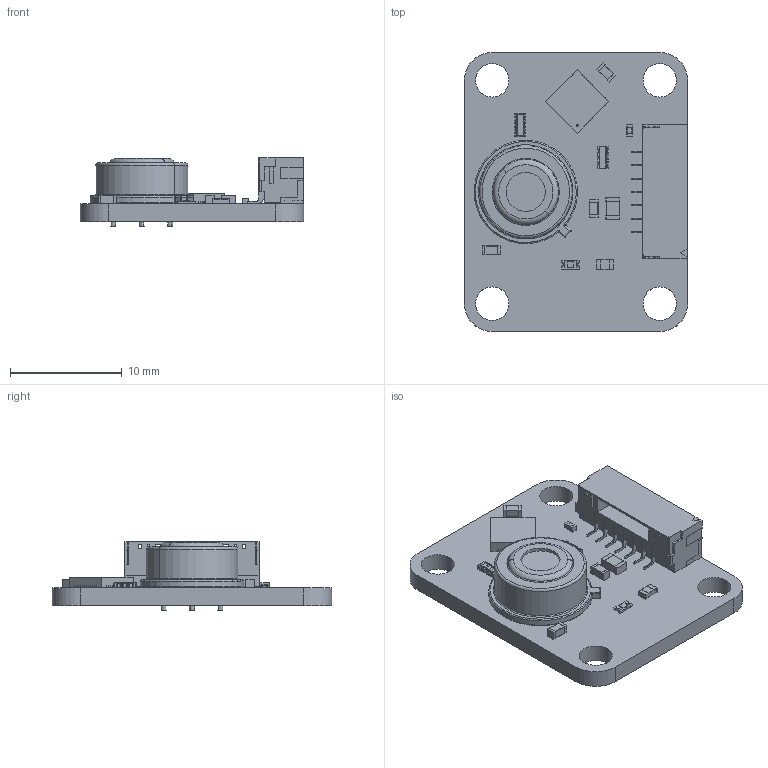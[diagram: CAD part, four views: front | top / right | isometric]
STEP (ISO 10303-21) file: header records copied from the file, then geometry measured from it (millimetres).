
FILE_DESCRIPTION(('FreeCAD Model'),'2;1');
FILE_NAME('temperature-ir.step','2018-02-01T11:29:53',('kicad StepUp'),('ksu MCAD'), 'Open CASCADE STEP processor 6.8','FreeCAD','Unknown');
FILE_SCHEMA(('AUTOMOTIVE_DESIGN_CC2 { 1 2 10303 214 -1 1 5 4 }'));
Length unit declared in the file: millimetre
Products named in the file (13): Pcb; MLX90614-TemperatureIR_; C_0805_; C_0402_; C_0603_; C_0603_001; C_0603_002; D_0603_blue_; BrickletConn_7pin_; R_0603_; Cut_; QFN-24_4x4mm_Pitch0.5mm_; Cut_001
Bounding box: 20 x 25 x 6.1 mm (x, y, z)
Volume: 1067.4 mm3; surface area: 1925 mm2
Topology: 14 solids, 14 shells, 1135 faces, 3209 edges, 2074 vertices
Faces by surface type: plane 957, cylinder 152, torus 18, sphere 4, bspline 4
Full cylindrical faces by diameter (mm): 0.5 x4, 3 x4
Entity records: 44355 total; most frequent: CARTESIAN_POINT 6695, ORIENTED_EDGE 6402, DIRECTION 5793, EDGE_CURVE 3201, LINE 2857, VECTOR 2857, VERTEX_POINT 2074, AXIS2_PLACEMENT_3D 1468
